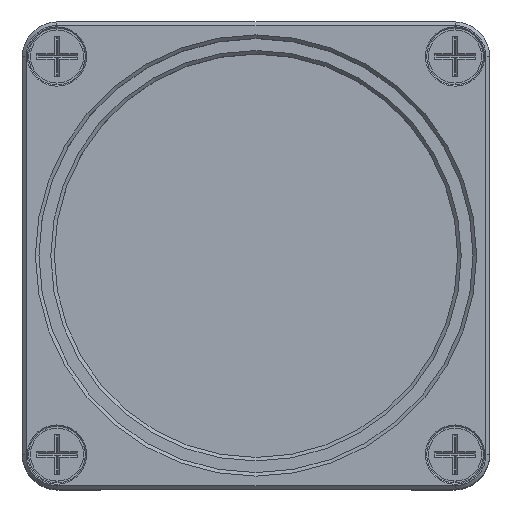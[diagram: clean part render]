
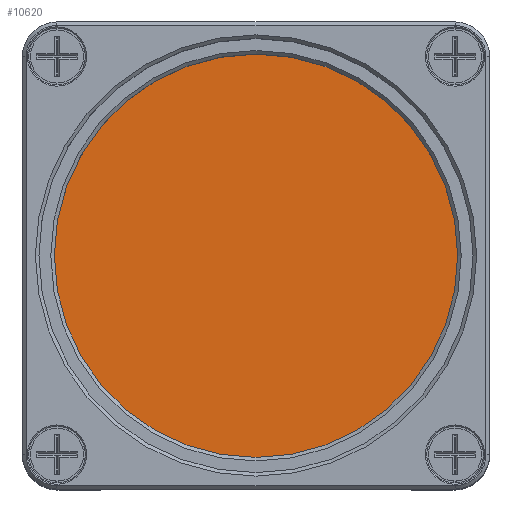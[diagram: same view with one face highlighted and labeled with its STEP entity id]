
A CAD part, top view. The second image highlights one B-rep face of the part: STEP entity #10620.
In plain terms, the highlighted face is planar.
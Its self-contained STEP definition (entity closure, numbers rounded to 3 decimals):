
#1473=FACE_OUTER_BOUND('',#55814,.T.);
#10620=ADVANCED_FACE('',(#1473),#17654,.F.);
#17654=PLANE('',#142366);
#55814=EDGE_LOOP('',(#64681));
#64681=ORIENTED_EDGE('',*,*,#117940,.F.);
#104236=VERTEX_POINT('',#194047);
#117940=EDGE_CURVE('',#104236,#104236,#137788,.T.);
#137788=CIRCLE('',#142363,12.5);
#142363=AXIS2_PLACEMENT_3D('',#194046,#155098,#155099);
#142366=AXIS2_PLACEMENT_3D('',#194050,#155104,#155105);
#155098=DIRECTION('',(0.,0.,1.));
#155099=DIRECTION('',(1.,0.,0.));
#155104=DIRECTION('',(0.,0.,1.));
#155105=DIRECTION('',(1.,0.,0.));
#194046=CARTESIAN_POINT('',(0.,0.,0.));
#194047=CARTESIAN_POINT('',(12.5,0.,0.));
#194050=CARTESIAN_POINT('',(0.,0.,0.));
